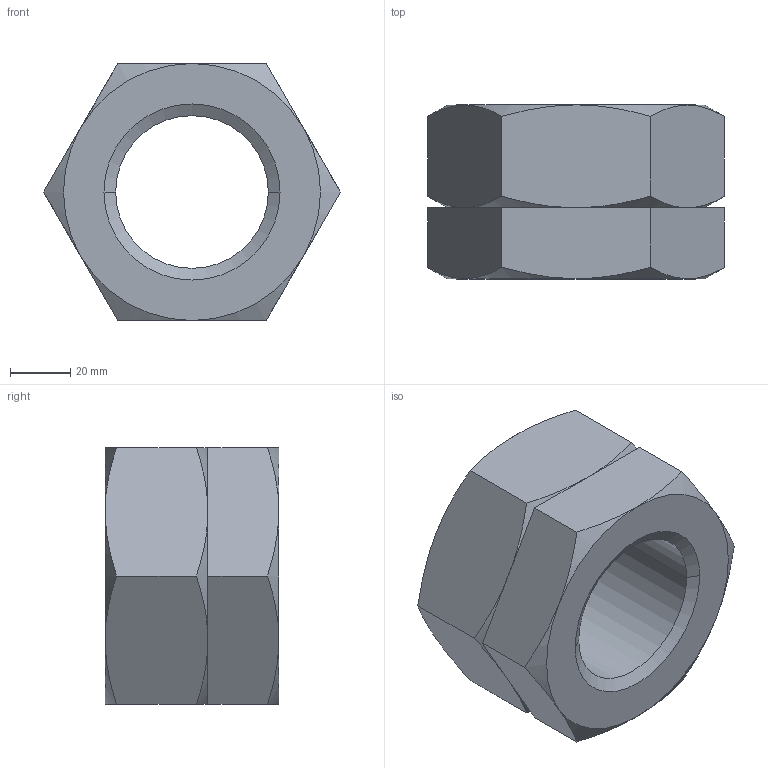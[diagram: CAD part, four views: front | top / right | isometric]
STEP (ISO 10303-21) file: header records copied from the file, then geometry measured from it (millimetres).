
FILE_DESCRIPTION((''),'2;1');
FILE_NAME('0RTHN056_____0','2019-10-29T14:23:16',('kim.bk'),(''),'CREO PARAMETRIC BY PTC INC, 2019010','CREO PARAMETRIC BY PTC INC, 2019010','');
FILE_SCHEMA(('CONFIG_CONTROL_DESIGN'));
Length unit declared in the file: millimetre
Products named in the file (1): 0RTHN056_____0
Bounding box: 98.15 x 57.5 x 85 mm (x, y, z)
Volume: 240669.5 mm3; surface area: 46885.2 mm2
Topology: 2 solids, 2 shells, 354 faces, 980 edges, 648 vertices
Faces by surface type: plane 324, cone 26, cylinder 4
Entity records: 11286 total; most frequent: CARTESIAN_POINT 2222, ORIENTED_EDGE 1960, DIRECTION 1690, EDGE_CURVE 980, VECTOR 906, LINE 906, VERTEX_POINT 648, AXIS2_PLACEMENT_3D 392
